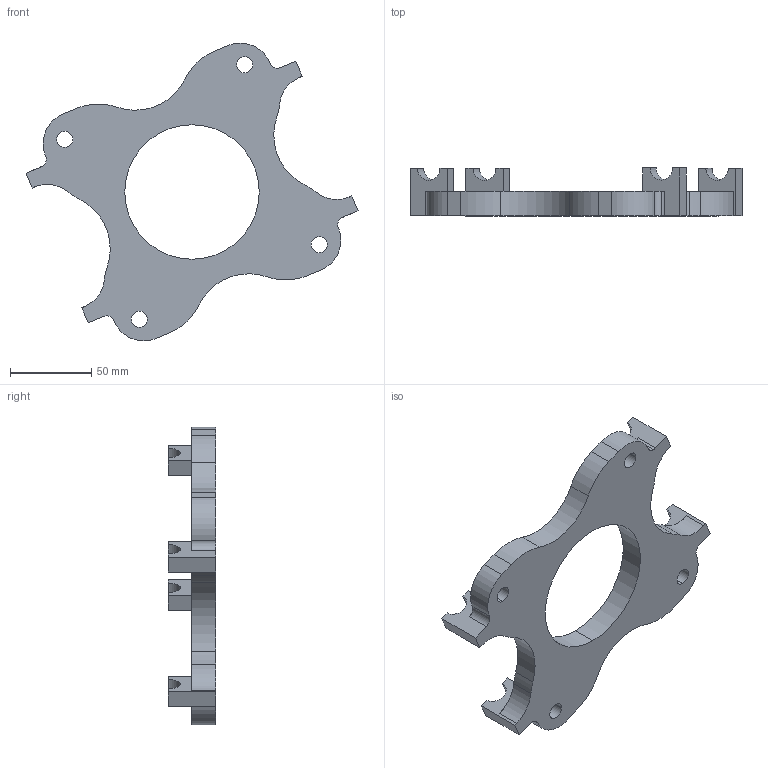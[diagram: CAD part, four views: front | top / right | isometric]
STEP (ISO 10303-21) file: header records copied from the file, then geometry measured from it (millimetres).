
FILE_DESCRIPTION (( 'STEP AP203' ), '1' );
FILE_NAME ('10_ProposedBaseUpper_NE.STEP', '2019-11-25T09:37:18', ( '' ), ( '' ), 'SwSTEP 2.0', 'SolidWorks 2018', '' );
FILE_SCHEMA (( 'CONFIG_CONTROL_DESIGN' ));
Length unit declared in the file: millimetre
Products named in the file (2): 10_ProposedBaseUpper_NE
Bounding box: 204.92 x 29.5 x 183.68 mm (x, y, z)
Volume: 219696 mm3; surface area: 48872.3 mm2
Topology: 1 solids, 1 shells, 94 faces, 252 edges, 168 vertices
Faces by surface type: cylinder 56, plane 38
Entity records: 3163 total; most frequent: DIRECTION 556, CARTESIAN_POINT 516, ORIENTED_EDGE 504, EDGE_CURVE 252, AXIS2_PLACEMENT_3D 208, VERTEX_POINT 168, LINE 140, VECTOR 140
